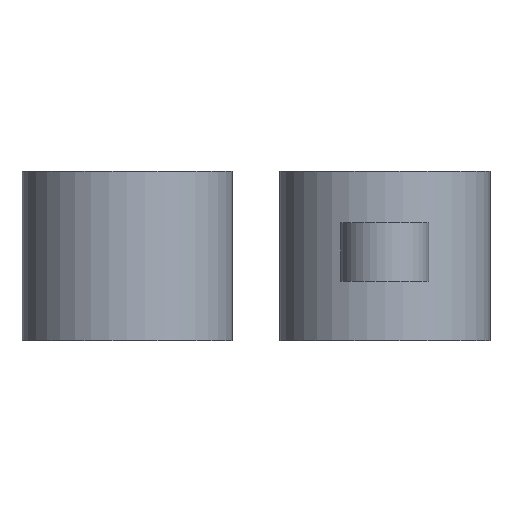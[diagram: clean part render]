
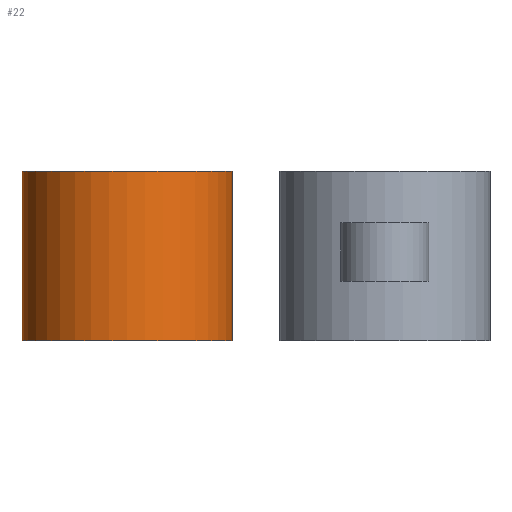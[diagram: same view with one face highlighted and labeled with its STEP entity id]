
A CAD part, front view. The second image highlights one B-rep face of the part: STEP entity #22.
In plain terms, the highlighted cylindrical face has radius 7.15 mm (diameter 14.3 mm), a partial arc.
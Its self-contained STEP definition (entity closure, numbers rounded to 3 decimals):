
#22 = ADVANCED_FACE ( 'NONE', ( #275 ), #862, .T. ) ;
#42 = EDGE_CURVE ( 'NONE', #409, #733, #685, .T. ) ;
#69 = ORIENTED_EDGE ( 'NONE', *, *, #421, .T. ) ;
#106 = AXIS2_PLACEMENT_3D ( 'NONE', #183, #108, #405 ) ;
#108 = DIRECTION ( 'NONE',  ( 0., 0., 1. ) ) ;
#124 = VECTOR ( 'NONE', #174, 1000. ) ;
#145 = CIRCLE ( 'NONE', #106, 7.15 ) ;
#162 = EDGE_LOOP ( 'NONE', ( #693, #259, #69, #636 ) ) ;
#174 = DIRECTION ( 'NONE',  ( 0., 0., -1. ) ) ;
#183 = CARTESIAN_POINT ( 'NONE',  ( -26.79, 49.14, 0. ) ) ;
#250 = DIRECTION ( 'NONE',  ( 0., 0., -1. ) ) ;
#259 = ORIENTED_EDGE ( 'NONE', *, *, #42, .F. ) ;
#271 = AXIS2_PLACEMENT_3D ( 'NONE', #574, #351, #925 ) ;
#275 = FACE_OUTER_BOUND ( 'NONE', #162, .T. ) ;
#312 = CARTESIAN_POINT ( 'NONE',  ( -19.64, 49.14, 11.5 ) ) ;
#331 = AXIS2_PLACEMENT_3D ( 'NONE', #721, #341, #919 ) ;
#332 = LINE ( 'NONE', #312, #569 ) ;
#341 = DIRECTION ( 'NONE',  ( 0., 0., -1. ) ) ;
#351 = DIRECTION ( 'NONE',  ( 0., 0., 1. ) ) ;
#405 = DIRECTION ( 'NONE',  ( 1., 0., 0. ) ) ;
#409 = VERTEX_POINT ( 'NONE', #623 ) ;
#421 = EDGE_CURVE ( 'NONE', #409, #934, #896, .T. ) ;
#432 = EDGE_CURVE ( 'NONE', #733, #792, #332, .T. ) ;
#491 = EDGE_CURVE ( 'NONE', #934, #792, #145, .T. ) ;
#519 = CARTESIAN_POINT ( 'NONE',  ( -19.64, 49.14, 11.5 ) ) ;
#569 = VECTOR ( 'NONE', #250, 1000. ) ;
#574 = CARTESIAN_POINT ( 'NONE',  ( -26.79, 49.14, 11.5 ) ) ;
#616 = CARTESIAN_POINT ( 'NONE',  ( -33.94, 49.14, 11.5 ) ) ;
#623 = CARTESIAN_POINT ( 'NONE',  ( -33.94, 49.14, 11.5 ) ) ;
#636 = ORIENTED_EDGE ( 'NONE', *, *, #491, .T. ) ;
#685 = CIRCLE ( 'NONE', #271, 7.15 ) ;
#693 = ORIENTED_EDGE ( 'NONE', *, *, #432, .F. ) ;
#721 = CARTESIAN_POINT ( 'NONE',  ( -26.79, 49.14, 11.5 ) ) ;
#730 = CARTESIAN_POINT ( 'NONE',  ( -19.64, 49.14, 0. ) ) ;
#733 = VERTEX_POINT ( 'NONE', #519 ) ;
#765 = CARTESIAN_POINT ( 'NONE',  ( -33.94, 49.14, 0. ) ) ;
#792 = VERTEX_POINT ( 'NONE', #730 ) ;
#862 = CYLINDRICAL_SURFACE ( 'NONE', #331, 7.15 ) ;
#896 = LINE ( 'NONE', #616, #124 ) ;
#919 = DIRECTION ( 'NONE',  ( -1., 0., 0. ) ) ;
#925 = DIRECTION ( 'NONE',  ( 1., 0., 0. ) ) ;
#934 = VERTEX_POINT ( 'NONE', #765 ) ;
